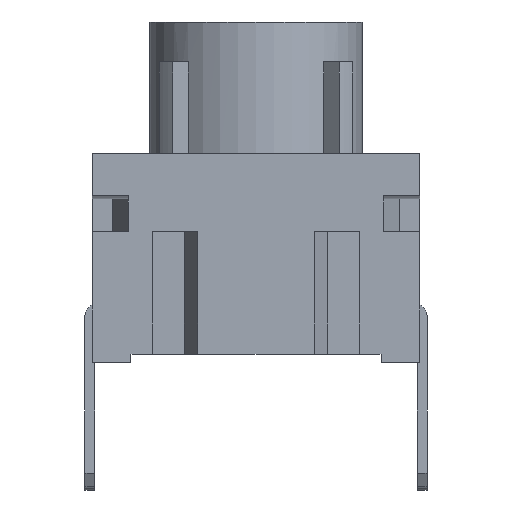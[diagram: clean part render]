
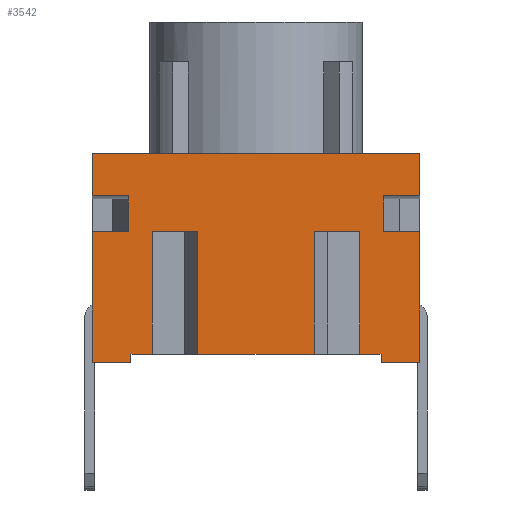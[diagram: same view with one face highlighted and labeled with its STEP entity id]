
A CAD part, front view. The second image highlights one B-rep face of the part: STEP entity #3542.
In plain terms, the highlighted planar face has unit normal (0, -1, 0).
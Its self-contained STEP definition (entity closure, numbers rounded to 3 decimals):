
#3067=CARTESIAN_POINT('',(5.,-5.,4.));
#3068=VERTEX_POINT('',#3067);
#3075=CARTESIAN_POINT('',(5.,-5.,0.0));
#3076=VERTEX_POINT('',#3075);
#3077=CARTESIAN_POINT('',(5.,-5.,0.0));
#3078=DIRECTION('',(0.0,0.0,1.0));
#3079=VECTOR('',#3078,4.);
#3080=LINE('',#3077,#3079);
#3081=EDGE_CURVE('',#3076,#3068,#3080,.T.);
#3205=CARTESIAN_POINT('',(-3.166,-5.0,4.0));
#3206=VERTEX_POINT('',#3205);
#3213=CARTESIAN_POINT('',(-3.166,-5.0,0.25));
#3214=VERTEX_POINT('',#3213);
#3215=CARTESIAN_POINT('',(-3.166,-5.0,0.25));
#3216=DIRECTION('',(0.0,0.0,1.0));
#3217=VECTOR('',#3216,3.75);
#3218=LINE('',#3215,#3217);
#3219=EDGE_CURVE('',#3214,#3206,#3218,.T.);
#3236=CARTESIAN_POINT('',(-1.786,-5.0,4.0));
#3237=VERTEX_POINT('',#3236);
#3245=CARTESIAN_POINT('',(-1.786,-5.0,0.25));
#3246=VERTEX_POINT('',#3245);
#3253=CARTESIAN_POINT('',(-1.786,-5.0,4.0));
#3254=DIRECTION('',(0.0,0.0,-1.0));
#3255=VECTOR('',#3254,3.75);
#3256=LINE('',#3253,#3255);
#3257=EDGE_CURVE('',#3237,#3246,#3256,.T.);
#3269=CARTESIAN_POINT('',(-3.166,-5.0,4.0));
#3270=DIRECTION('',(1.0,0.0,0.0));
#3271=VECTOR('',#3270,1.38);
#3272=LINE('',#3269,#3271);
#3273=EDGE_CURVE('',#3206,#3237,#3272,.T.);
#3324=CARTESIAN_POINT('',(1.786,-5.0,4.0));
#3325=VERTEX_POINT('',#3324);
#3332=CARTESIAN_POINT('',(1.786,-5.0,0.25));
#3333=VERTEX_POINT('',#3332);
#3334=CARTESIAN_POINT('',(1.786,-5.0,0.25));
#3335=DIRECTION('',(0.0,0.0,1.0));
#3336=VECTOR('',#3335,3.75);
#3337=LINE('',#3334,#3336);
#3338=EDGE_CURVE('',#3333,#3325,#3337,.T.);
#3355=CARTESIAN_POINT('',(3.166,-5.0,4.0));
#3356=VERTEX_POINT('',#3355);
#3364=CARTESIAN_POINT('',(3.166,-5.0,0.25));
#3365=VERTEX_POINT('',#3364);
#3372=CARTESIAN_POINT('',(3.166,-5.0,4.0));
#3373=DIRECTION('',(0.0,0.0,-1.0));
#3374=VECTOR('',#3373,3.75);
#3375=LINE('',#3372,#3374);
#3376=EDGE_CURVE('',#3356,#3365,#3375,.T.);
#3388=CARTESIAN_POINT('',(1.786,-5.0,4.0));
#3389=DIRECTION('',(1.0,0.0,0.0));
#3390=VECTOR('',#3389,1.38);
#3391=LINE('',#3388,#3390);
#3392=EDGE_CURVE('',#3325,#3356,#3391,.T.);
#3398=CARTESIAN_POINT('',(5.,-5.,0.0));
#3399=DIRECTION('',(0.0,-1.0,0.0));
#3400=DIRECTION('',(0.0,0.0,-1.0));
#3401=AXIS2_PLACEMENT_3D('',#3398,#3399,#3400);
#3402=PLANE('',#3401);
#3403=ORIENTED_EDGE('',*,*,#3219,.T.);
#3404=ORIENTED_EDGE('',*,*,#3273,.T.);
#3405=ORIENTED_EDGE('',*,*,#3257,.T.);
#3406=CARTESIAN_POINT('',(-1.786,-5.0,0.25));
#3407=DIRECTION('',(1.0,0.0,0.0));
#3408=VECTOR('',#3407,3.572);
#3409=LINE('',#3406,#3408);
#3410=EDGE_CURVE('',#3246,#3333,#3409,.T.);
#3411=ORIENTED_EDGE('',*,*,#3410,.T.);
#3412=ORIENTED_EDGE('',*,*,#3338,.T.);
#3413=ORIENTED_EDGE('',*,*,#3392,.T.);
#3414=ORIENTED_EDGE('',*,*,#3376,.T.);
#3415=CARTESIAN_POINT('',(3.82,-5.,0.25));
#3416=VERTEX_POINT('',#3415);
#3417=CARTESIAN_POINT('',(3.166,-5.0,0.25));
#3418=DIRECTION('',(1.0,0.0,0.0));
#3419=VECTOR('',#3418,0.654);
#3420=LINE('',#3417,#3419);
#3421=EDGE_CURVE('',#3365,#3416,#3420,.T.);
#3422=ORIENTED_EDGE('',*,*,#3421,.T.);
#3423=CARTESIAN_POINT('',(3.82,-5.,0.0));
#3424=VERTEX_POINT('',#3423);
#3425=CARTESIAN_POINT('',(3.82,-5.,0.25));
#3426=DIRECTION('',(0.0,0.0,-1.0));
#3427=VECTOR('',#3426,0.25);
#3428=LINE('',#3425,#3427);
#3429=EDGE_CURVE('',#3416,#3424,#3428,.T.);
#3430=ORIENTED_EDGE('',*,*,#3429,.T.);
#3431=CARTESIAN_POINT('',(5.,-5.,0.0));
#3432=DIRECTION('',(-1.0,0.0,0.0));
#3433=VECTOR('',#3432,1.18);
#3434=LINE('',#3431,#3433);
#3435=EDGE_CURVE('',#3076,#3424,#3434,.T.);
#3436=ORIENTED_EDGE('',*,*,#3435,.F.);
#3437=ORIENTED_EDGE('',*,*,#3081,.T.);
#3438=CARTESIAN_POINT('',(3.9,-5.,4.));
#3439=VERTEX_POINT('',#3438);
#3440=CARTESIAN_POINT('',(5.,-5.,4.));
#3441=DIRECTION('',(-1.0,0.0,0.0));
#3442=VECTOR('',#3441,1.1);
#3443=LINE('',#3440,#3442);
#3444=EDGE_CURVE('',#3068,#3439,#3443,.T.);
#3445=ORIENTED_EDGE('',*,*,#3444,.T.);
#3446=CARTESIAN_POINT('',(3.9,-5.,5.086));
#3447=VERTEX_POINT('',#3446);
#3448=CARTESIAN_POINT('',(3.9,-5.,4.));
#3449=DIRECTION('',(0.0,0.0,1.0));
#3450=VECTOR('',#3449,1.086);
#3451=LINE('',#3448,#3450);
#3452=EDGE_CURVE('',#3439,#3447,#3451,.T.);
#3453=ORIENTED_EDGE('',*,*,#3452,.T.);
#3454=CARTESIAN_POINT('',(5.,-5.,5.086));
#3455=VERTEX_POINT('',#3454);
#3456=CARTESIAN_POINT('',(3.9,-5.,5.086));
#3457=DIRECTION('',(1.0,0.0,0.0));
#3458=VECTOR('',#3457,1.1);
#3459=LINE('',#3456,#3458);
#3460=EDGE_CURVE('',#3447,#3455,#3459,.T.);
#3461=ORIENTED_EDGE('',*,*,#3460,.T.);
#3462=CARTESIAN_POINT('',(5.,-5.,6.38));
#3463=VERTEX_POINT('',#3462);
#3464=CARTESIAN_POINT('',(5.,-5.,5.086));
#3465=DIRECTION('',(0.0,0.0,1.0));
#3466=VECTOR('',#3465,1.294);
#3467=LINE('',#3464,#3466);
#3468=EDGE_CURVE('',#3455,#3463,#3467,.T.);
#3469=ORIENTED_EDGE('',*,*,#3468,.T.);
#3470=CARTESIAN_POINT('',(-5.,-5.,6.38));
#3471=VERTEX_POINT('',#3470);
#3472=CARTESIAN_POINT('',(5.,-5.,6.38));
#3473=DIRECTION('',(-1.0,0.0,0.0));
#3474=VECTOR('',#3473,10.0);
#3475=LINE('',#3472,#3474);
#3476=EDGE_CURVE('',#3463,#3471,#3475,.T.);
#3477=ORIENTED_EDGE('',*,*,#3476,.T.);
#3478=CARTESIAN_POINT('',(-5.,-5.,5.086));
#3479=VERTEX_POINT('',#3478);
#3480=CARTESIAN_POINT('',(-5.,-5.,5.086));
#3481=DIRECTION('',(0.0,0.0,1.0));
#3482=VECTOR('',#3481,1.294);
#3483=LINE('',#3480,#3482);
#3484=EDGE_CURVE('',#3479,#3471,#3483,.T.);
#3485=ORIENTED_EDGE('',*,*,#3484,.F.);
#3486=CARTESIAN_POINT('',(-3.9,-5.,5.086));
#3487=VERTEX_POINT('',#3486);
#3488=CARTESIAN_POINT('',(-5.,-5.,5.086));
#3489=DIRECTION('',(1.0,0.0,0.0));
#3490=VECTOR('',#3489,1.1);
#3491=LINE('',#3488,#3490);
#3492=EDGE_CURVE('',#3479,#3487,#3491,.T.);
#3493=ORIENTED_EDGE('',*,*,#3492,.T.);
#3494=CARTESIAN_POINT('',(-3.9,-5.,4.));
#3495=VERTEX_POINT('',#3494);
#3496=CARTESIAN_POINT('',(-3.9,-5.,5.086));
#3497=DIRECTION('',(0.0,0.0,-1.0));
#3498=VECTOR('',#3497,1.086);
#3499=LINE('',#3496,#3498);
#3500=EDGE_CURVE('',#3487,#3495,#3499,.T.);
#3501=ORIENTED_EDGE('',*,*,#3500,.T.);
#3502=CARTESIAN_POINT('',(-5.,-5.,4.));
#3503=VERTEX_POINT('',#3502);
#3504=CARTESIAN_POINT('',(-3.9,-5.,4.));
#3505=DIRECTION('',(-1.0,0.0,0.0));
#3506=VECTOR('',#3505,1.1);
#3507=LINE('',#3504,#3506);
#3508=EDGE_CURVE('',#3495,#3503,#3507,.T.);
#3509=ORIENTED_EDGE('',*,*,#3508,.T.);
#3510=CARTESIAN_POINT('',(-5.,-5.,0.0));
#3511=VERTEX_POINT('',#3510);
#3512=CARTESIAN_POINT('',(-5.,-5.,0.0));
#3513=DIRECTION('',(0.0,0.0,1.0));
#3514=VECTOR('',#3513,4.);
#3515=LINE('',#3512,#3514);
#3516=EDGE_CURVE('',#3511,#3503,#3515,.T.);
#3517=ORIENTED_EDGE('',*,*,#3516,.F.);
#3518=CARTESIAN_POINT('',(-3.82,-5.,0.0));
#3519=VERTEX_POINT('',#3518);
#3520=CARTESIAN_POINT('',(-3.82,-5.,0.0));
#3521=DIRECTION('',(-1.0,0.0,0.0));
#3522=VECTOR('',#3521,1.18);
#3523=LINE('',#3520,#3522);
#3524=EDGE_CURVE('',#3519,#3511,#3523,.T.);
#3525=ORIENTED_EDGE('',*,*,#3524,.F.);
#3526=CARTESIAN_POINT('',(-3.82,-5.,0.25));
#3527=VERTEX_POINT('',#3526);
#3528=CARTESIAN_POINT('',(-3.82,-5.,0.0));
#3529=DIRECTION('',(0.0,0.0,1.0));
#3530=VECTOR('',#3529,0.25);
#3531=LINE('',#3528,#3530);
#3532=EDGE_CURVE('',#3519,#3527,#3531,.T.);
#3533=ORIENTED_EDGE('',*,*,#3532,.T.);
#3534=CARTESIAN_POINT('',(-3.82,-5.,0.25));
#3535=DIRECTION('',(1.0,0.0,0.0));
#3536=VECTOR('',#3535,0.654);
#3537=LINE('',#3534,#3536);
#3538=EDGE_CURVE('',#3527,#3214,#3537,.T.);
#3539=ORIENTED_EDGE('',*,*,#3538,.T.);
#3540=EDGE_LOOP('',(#3403,#3404,#3405,#3411,#3412,#3413,#3414,#3422,#3430,#3436,#3437,#3445,#3453,#3461,#3469,#3477,#3485,#3493,#3501,#3509,#3517,#3525,#3533,#3539));
#3541=FACE_OUTER_BOUND('',#3540,.T.);
#3542=ADVANCED_FACE('',(#3541),#3402,.T.);
